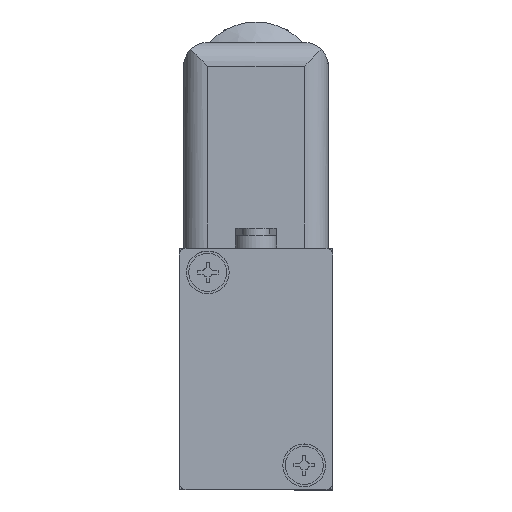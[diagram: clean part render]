
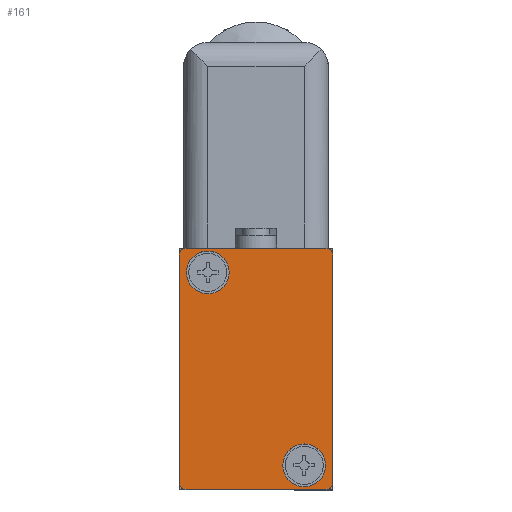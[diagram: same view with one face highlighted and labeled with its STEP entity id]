
A CAD part, top view. The second image highlights one B-rep face of the part: STEP entity #161.
In plain terms, the highlighted planar face has unit normal (0, 0, 1).
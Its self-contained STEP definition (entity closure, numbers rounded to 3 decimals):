
#161 = ADVANCED_FACE( '', ( #474, #475, #476 ), #477, .T. );
#474 = FACE_BOUND( '', #929, .T. );
#475 = FACE_BOUND( '', #930, .T. );
#476 = FACE_OUTER_BOUND( '', #931, .T. );
#477 = PLANE( '', #932 );
#929 = EDGE_LOOP( '', ( #1864 ) );
#930 = EDGE_LOOP( '', ( #1865 ) );
#931 = EDGE_LOOP( '', ( #1866, #1867, #1868, #1869, #1870, #1871, #1872, #1873 ) );
#932 = AXIS2_PLACEMENT_3D( '', #1874, #1875, #1876 );
#1864 = ORIENTED_EDGE( '', *, *, #3098, .F. );
#1865 = ORIENTED_EDGE( '', *, *, #3102, .F. );
#1866 = ORIENTED_EDGE( '', *, *, #3103, .T. );
#1867 = ORIENTED_EDGE( '', *, *, #3104, .T. );
#1868 = ORIENTED_EDGE( '', *, *, #3105, .T. );
#1869 = ORIENTED_EDGE( '', *, *, #3106, .T. );
#1870 = ORIENTED_EDGE( '', *, *, #3107, .T. );
#1871 = ORIENTED_EDGE( '', *, *, #3108, .T. );
#1872 = ORIENTED_EDGE( '', *, *, #3109, .T. );
#1873 = ORIENTED_EDGE( '', *, *, #3110, .T. );
#1874 = CARTESIAN_POINT( '', ( -10.15, 16.5, 0. ) );
#1875 = DIRECTION( '', ( 0., 0., 1. ) );
#1876 = DIRECTION( '', ( 1., 0., 0. ) );
#3098 = EDGE_CURVE( '', #3814, #3814, #3815, .T. );
#3102 = EDGE_CURVE( '', #3822, #3822, #3823, .T. );
#3103 = EDGE_CURVE( '', #3824, #3825, #3826, .T. );
#3104 = EDGE_CURVE( '', #3825, #3827, #3828, .T. );
#3105 = EDGE_CURVE( '', #3827, #3829, #3830, .T. );
#3106 = EDGE_CURVE( '', #3829, #3831, #3832, .T. );
#3107 = EDGE_CURVE( '', #3831, #3833, #3834, .T. );
#3108 = EDGE_CURVE( '', #3833, #3835, #3836, .T. );
#3109 = EDGE_CURVE( '', #3835, #3837, #3838, .T. );
#3110 = EDGE_CURVE( '', #3837, #3824, #3839, .T. );
#3814 = VERTEX_POINT( '', #4914 );
#3815 = CIRCLE( '', #4915, 3.1 );
#3822 = VERTEX_POINT( '', #4922 );
#3823 = CIRCLE( '', #4923, 3.1 );
#3824 = VERTEX_POINT( '', #4924 );
#3825 = VERTEX_POINT( '', #4925 );
#3826 = CIRCLE( '', #4926, 1. );
#3827 = VERTEX_POINT( '', #4927 );
#3828 = LINE( '', #4928, #4929 );
#3829 = VERTEX_POINT( '', #4930 );
#3830 = CIRCLE( '', #4931, 1. );
#3831 = VERTEX_POINT( '', #4932 );
#3832 = LINE( '', #4933, #4934 );
#3833 = VERTEX_POINT( '', #4935 );
#3834 = CIRCLE( '', #4936, 1. );
#3835 = VERTEX_POINT( '', #4937 );
#3836 = LINE( '', #4938, #4939 );
#3837 = VERTEX_POINT( '', #4940 );
#3838 = CIRCLE( '', #4941, 1. );
#3839 = LINE( '', #4942, #4943 );
#4914 = CARTESIAN_POINT( '', ( 10.1, -14., 0. ) );
#4915 = AXIS2_PLACEMENT_3D( '', #5932, #5933, #5934 );
#4922 = CARTESIAN_POINT( '', ( -3.9, 14., 0. ) );
#4923 = AXIS2_PLACEMENT_3D( '', #5944, #5945, #5946 );
#4924 = CARTESIAN_POINT( '', ( -10.15, 17.5, 0. ) );
#4925 = CARTESIAN_POINT( '', ( -11.15, 16.5, 0. ) );
#4926 = AXIS2_PLACEMENT_3D( '', #5947, #5948, #5949 );
#4927 = CARTESIAN_POINT( '', ( -11.15, -16.5, 0. ) );
#4928 = CARTESIAN_POINT( '', ( -11.15, 16.5, 0. ) );
#4929 = VECTOR( '', #5950, 1000. );
#4930 = CARTESIAN_POINT( '', ( -10.15, -17.5, 0. ) );
#4931 = AXIS2_PLACEMENT_3D( '', #5951, #5952, #5953 );
#4932 = CARTESIAN_POINT( '', ( 10.15, -17.5, 0. ) );
#4933 = CARTESIAN_POINT( '', ( -10.15, -17.5, 0. ) );
#4934 = VECTOR( '', #5954, 1000. );
#4935 = CARTESIAN_POINT( '', ( 11.15, -16.5, 0. ) );
#4936 = AXIS2_PLACEMENT_3D( '', #5955, #5956, #5957 );
#4937 = CARTESIAN_POINT( '', ( 11.15, 16.5, 0. ) );
#4938 = CARTESIAN_POINT( '', ( 11.15, -16.5, 0. ) );
#4939 = VECTOR( '', #5958, 1000. );
#4940 = CARTESIAN_POINT( '', ( 10.15, 17.5, 0. ) );
#4941 = AXIS2_PLACEMENT_3D( '', #5959, #5960, #5961 );
#4942 = CARTESIAN_POINT( '', ( 10.15, 17.5, 0. ) );
#4943 = VECTOR( '', #5962, 1000. );
#5932 = CARTESIAN_POINT( '', ( 7., -14., 0. ) );
#5933 = DIRECTION( '', ( 0., 0., 1. ) );
#5934 = DIRECTION( '', ( 1., 0., 0. ) );
#5944 = CARTESIAN_POINT( '', ( -7., 14., 0. ) );
#5945 = DIRECTION( '', ( 0., 0., 1. ) );
#5946 = DIRECTION( '', ( 1., 0., 0. ) );
#5947 = CARTESIAN_POINT( '', ( -10.15, 16.5, 0. ) );
#5948 = DIRECTION( '', ( 0., 0., 1. ) );
#5949 = DIRECTION( '', ( 1., 0., 0. ) );
#5950 = DIRECTION( '', ( 0., -1., 0. ) );
#5951 = CARTESIAN_POINT( '', ( -10.15, -16.5, 0. ) );
#5952 = DIRECTION( '', ( 0., 0., 1. ) );
#5953 = DIRECTION( '', ( 1., 0., 0. ) );
#5954 = DIRECTION( '', ( 1., 0., 0. ) );
#5955 = CARTESIAN_POINT( '', ( 10.15, -16.5, 0. ) );
#5956 = DIRECTION( '', ( 0., 0., 1. ) );
#5957 = DIRECTION( '', ( 1., 0., 0. ) );
#5958 = DIRECTION( '', ( 0., 1., 0. ) );
#5959 = CARTESIAN_POINT( '', ( 10.15, 16.5, 0. ) );
#5960 = DIRECTION( '', ( 0., 0., 1. ) );
#5961 = DIRECTION( '', ( 1., 0., 0. ) );
#5962 = DIRECTION( '', ( -1., 0., 0. ) );
